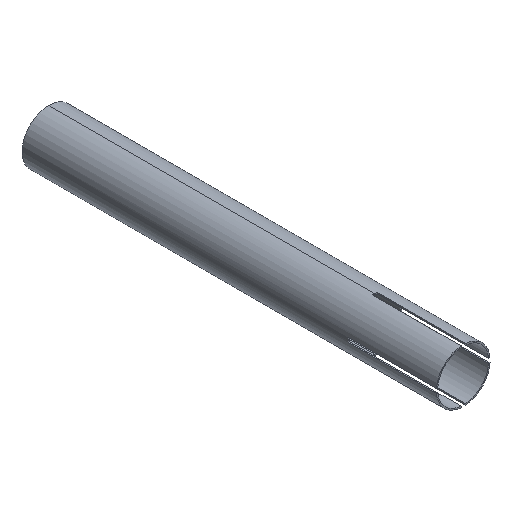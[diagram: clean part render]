
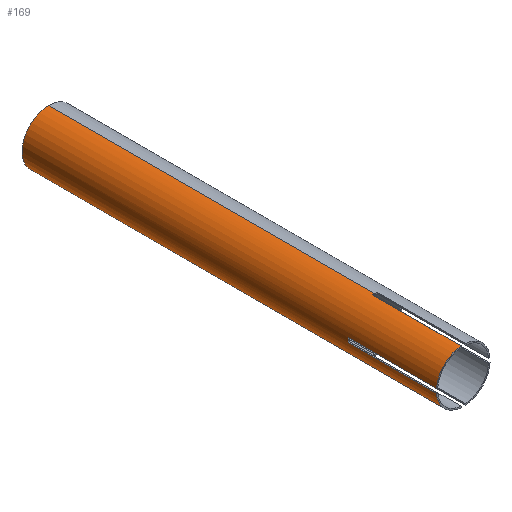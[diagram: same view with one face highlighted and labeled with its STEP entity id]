
A CAD part, isometric view. The second image highlights one B-rep face of the part: STEP entity #169.
In plain terms, the highlighted cylindrical face has radius 39.5 mm (diameter 79 mm), a partial arc.
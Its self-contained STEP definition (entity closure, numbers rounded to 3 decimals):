
#6 = CARTESIAN_POINT ( 'NONE',  ( -39.372, 130., -3.175 ) ) ;
#15 = CARTESIAN_POINT ( 'NONE',  ( 0., 130., 39.5 ) ) ;
#18 = AXIS2_PLACEMENT_3D ( 'NONE', #415, #533, #470 ) ;
#25 = ORIENTED_EDGE ( 'NONE', *, *, #640, .T. ) ;
#30 = CARTESIAN_POINT ( 'NONE',  ( -39.372, 609.6, -3.175 ) ) ;
#33 = CIRCLE ( 'NONE', #657, 39.5 ) ;
#36 = LINE ( 'NONE', #579, #553 ) ;
#69 = VERTEX_POINT ( 'NONE', #130 ) ;
#90 = DIRECTION ( 'NONE',  ( 0., -1., 0. ) ) ;
#94 = CARTESIAN_POINT ( 'NONE',  ( 0., 609.6, -39.5 ) ) ;
#99 = VERTEX_POINT ( 'NONE', #15 ) ;
#119 = EDGE_CURVE ( 'NONE', #237, #99, #460, .T. ) ;
#123 = VERTEX_POINT ( 'NONE', #629 ) ;
#126 = CARTESIAN_POINT ( 'NONE',  ( -39.372, 609.6, 3.175 ) ) ;
#130 = CARTESIAN_POINT ( 'NONE',  ( -3.175, 130., -39.372 ) ) ;
#131 = EDGE_CURVE ( 'NONE', #660, #537, #33, .T. ) ;
#143 = CARTESIAN_POINT ( 'NONE',  ( -39.372, 0., -3.175 ) ) ;
#154 = VERTEX_POINT ( 'NONE', #213 ) ;
#157 = EDGE_CURVE ( 'NONE', #537, #204, #449, .T. ) ;
#169 = ADVANCED_FACE ( 'NONE', ( #217 ), #519, .T. ) ;
#189 = LINE ( 'NONE', #126, #728 ) ;
#198 = DIRECTION ( 'NONE',  ( 0., -1., 0. ) ) ;
#204 = VERTEX_POINT ( 'NONE', #143 ) ;
#213 = CARTESIAN_POINT ( 'NONE',  ( -3.175, 0., 39.372 ) ) ;
#217 = FACE_OUTER_BOUND ( 'NONE', #392, .T. ) ;
#223 = CARTESIAN_POINT ( 'NONE',  ( 0., 0., 0. ) ) ;
#237 = VERTEX_POINT ( 'NONE', #330 ) ;
#241 = AXIS2_PLACEMENT_3D ( 'NONE', #608, #578, #387 ) ;
#244 = CARTESIAN_POINT ( 'NONE',  ( 0., 130., 0. ) ) ;
#247 = CARTESIAN_POINT ( 'NONE',  ( -3.175, 130., 39.372 ) ) ;
#250 = EDGE_CURVE ( 'NONE', #123, #722, #701, .T. ) ;
#258 = ORIENTED_EDGE ( 'NONE', *, *, #636, .F. ) ;
#264 = EDGE_CURVE ( 'NONE', #69, #379, #36, .T. ) ;
#266 = CIRCLE ( 'NONE', #446, 39.5 ) ;
#274 = ORIENTED_EDGE ( 'NONE', *, *, #119, .F. ) ;
#277 = DIRECTION ( 'NONE',  ( 0., -1., 0. ) ) ;
#310 = EDGE_CURVE ( 'NONE', #69, #722, #419, .T. ) ;
#319 = CIRCLE ( 'NONE', #718, 39.5 ) ;
#328 = CARTESIAN_POINT ( 'NONE',  ( -39.372, 0., 3.175 ) ) ;
#330 = CARTESIAN_POINT ( 'NONE',  ( 0., 609.6, 39.5 ) ) ;
#334 = CARTESIAN_POINT ( 'NONE',  ( 0., 130., -39.5 ) ) ;
#342 = CARTESIAN_POINT ( 'NONE',  ( -39.372, 130., 3.175 ) ) ;
#345 = DIRECTION ( 'NONE',  ( 0., -1., 0. ) ) ;
#346 = ORIENTED_EDGE ( 'NONE', *, *, #587, .T. ) ;
#352 = CARTESIAN_POINT ( 'NONE',  ( -3.175, 0., -39.372 ) ) ;
#356 = CIRCLE ( 'NONE', #407, 39.5 ) ;
#368 = VECTOR ( 'NONE', #90, 1000. ) ;
#370 = DIRECTION ( 'NONE',  ( 0., -1., 0. ) ) ;
#374 = CARTESIAN_POINT ( 'NONE',  ( 0., 609.6, 0. ) ) ;
#379 = VERTEX_POINT ( 'NONE', #352 ) ;
#387 = DIRECTION ( 'NONE',  ( 0., 0., 1. ) ) ;
#392 = EDGE_LOOP ( 'NONE', ( #274, #403, #647, #748, #725, #346, #740, #593, #508, #25, #258, #488 ) ) ;
#395 = LINE ( 'NONE', #634, #368 ) ;
#401 = DIRECTION ( 'NONE',  ( 0., -1., 0. ) ) ;
#403 = ORIENTED_EDGE ( 'NONE', *, *, #524, .F. ) ;
#406 = VECTOR ( 'NONE', #626, 1000. ) ;
#407 = AXIS2_PLACEMENT_3D ( 'NONE', #374, #612, #552 ) ;
#415 = CARTESIAN_POINT ( 'NONE',  ( 0., 130., 0. ) ) ;
#419 = CIRCLE ( 'NONE', #18, 39.5 ) ;
#446 = AXIS2_PLACEMENT_3D ( 'NONE', #223, #638, #574 ) ;
#449 = LINE ( 'NONE', #30, #534 ) ;
#460 = LINE ( 'NONE', #525, #644 ) ;
#470 = DIRECTION ( 'NONE',  ( 0., 0., -1. ) ) ;
#481 = CIRCLE ( 'NONE', #241, 39.5 ) ;
#488 = ORIENTED_EDGE ( 'NONE', *, *, #542, .F. ) ;
#508 = ORIENTED_EDGE ( 'NONE', *, *, #577, .T. ) ;
#516 = DIRECTION ( 'NONE',  ( 0., 0., -1. ) ) ;
#519 = CYLINDRICAL_SURFACE ( 'NONE', #582, 39.5 ) ;
#524 = EDGE_CURVE ( 'NONE', #123, #237, #356, .T. ) ;
#525 = CARTESIAN_POINT ( 'NONE',  ( 0., 609.6, 39.5 ) ) ;
#533 = DIRECTION ( 'NONE',  ( 0., -1., 0. ) ) ;
#534 = VECTOR ( 'NONE', #754, 1000. ) ;
#537 = VERTEX_POINT ( 'NONE', #6 ) ;
#542 = EDGE_CURVE ( 'NONE', #99, #573, #319, .T. ) ;
#552 = DIRECTION ( 'NONE',  ( 0., 0., 1. ) ) ;
#553 = VECTOR ( 'NONE', #345, 1000. ) ;
#573 = VERTEX_POINT ( 'NONE', #247 ) ;
#574 = DIRECTION ( 'NONE',  ( 0., 0., 1. ) ) ;
#575 = CARTESIAN_POINT ( 'NONE',  ( 0., 609.6, 0. ) ) ;
#577 = EDGE_CURVE ( 'NONE', #660, #662, #189, .T. ) ;
#578 = DIRECTION ( 'NONE',  ( 0., 1., 0. ) ) ;
#579 = CARTESIAN_POINT ( 'NONE',  ( -3.175, 609.6, -39.372 ) ) ;
#582 = AXIS2_PLACEMENT_3D ( 'NONE', #575, #685, #698 ) ;
#587 = EDGE_CURVE ( 'NONE', #379, #204, #481, .T. ) ;
#593 = ORIENTED_EDGE ( 'NONE', *, *, #131, .F. ) ;
#608 = CARTESIAN_POINT ( 'NONE',  ( 0., 0., 0. ) ) ;
#612 = DIRECTION ( 'NONE',  ( 0., 1., 0. ) ) ;
#626 = DIRECTION ( 'NONE',  ( 0., -1., 0. ) ) ;
#629 = CARTESIAN_POINT ( 'NONE',  ( 0., 609.6, -39.5 ) ) ;
#634 = CARTESIAN_POINT ( 'NONE',  ( -3.175, 609.6, 39.372 ) ) ;
#636 = EDGE_CURVE ( 'NONE', #573, #154, #395, .T. ) ;
#638 = DIRECTION ( 'NONE',  ( 0., 1., 0. ) ) ;
#640 = EDGE_CURVE ( 'NONE', #662, #154, #266, .T. ) ;
#642 = CARTESIAN_POINT ( 'NONE',  ( 0., 130., 0. ) ) ;
#644 = VECTOR ( 'NONE', #401, 1000. ) ;
#647 = ORIENTED_EDGE ( 'NONE', *, *, #250, .T. ) ;
#657 = AXIS2_PLACEMENT_3D ( 'NONE', #642, #277, #516 ) ;
#660 = VERTEX_POINT ( 'NONE', #342 ) ;
#662 = VERTEX_POINT ( 'NONE', #328 ) ;
#679 = DIRECTION ( 'NONE',  ( 0., 0., -1. ) ) ;
#685 = DIRECTION ( 'NONE',  ( 0., -1., 0. ) ) ;
#698 = DIRECTION ( 'NONE',  ( 0., 0., -1. ) ) ;
#701 = LINE ( 'NONE', #94, #406 ) ;
#718 = AXIS2_PLACEMENT_3D ( 'NONE', #244, #198, #679 ) ;
#722 = VERTEX_POINT ( 'NONE', #334 ) ;
#725 = ORIENTED_EDGE ( 'NONE', *, *, #264, .T. ) ;
#728 = VECTOR ( 'NONE', #370, 1000. ) ;
#740 = ORIENTED_EDGE ( 'NONE', *, *, #157, .F. ) ;
#748 = ORIENTED_EDGE ( 'NONE', *, *, #310, .F. ) ;
#754 = DIRECTION ( 'NONE',  ( 0., -1., 0. ) ) ;
